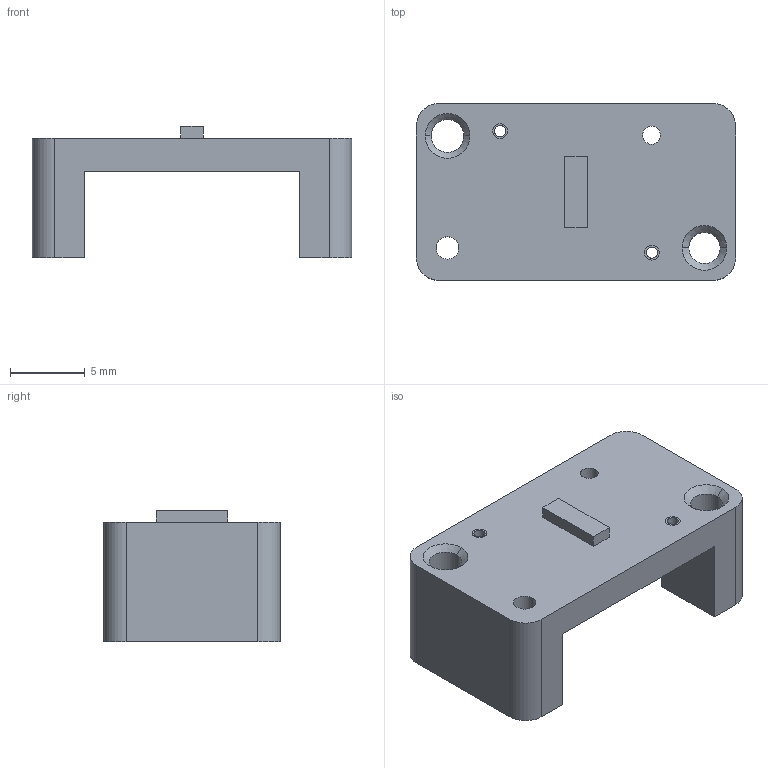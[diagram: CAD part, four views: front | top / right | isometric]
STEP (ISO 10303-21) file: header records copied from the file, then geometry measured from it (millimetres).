
FILE_DESCRIPTION((''),'2;1');
FILE_NAME('RC_IIT_010_P_029','2021-10-19T14:05:30',('silo-mech'),(''),'CREO PARAMETRIC BY PTC INC, 2020454','CREO PARAMETRIC BY PTC INC, 2020454','');
FILE_SCHEMA(('CONFIG_CONTROL_DESIGN'));
Length unit declared in the file: millimetre
Products named in the file (1): RC_IIT_010_P_029
Bounding box: 21.37 x 11.83 x 8.79 mm (x, y, z)
Volume: 694.4 mm3; surface area: 1215 mm2
Topology: 1 solids, 3 shells, 56 faces, 155 edges, 102 vertices
Faces by surface type: plane 26, cylinder 26, cone 4
Entity records: 1868 total; most frequent: DIRECTION 325, CARTESIAN_POINT 314, ORIENTED_EDGE 302, EDGE_CURVE 155, AXIS2_PLACEMENT_3D 113, VERTEX_POINT 102, VECTOR 99, LINE 99
